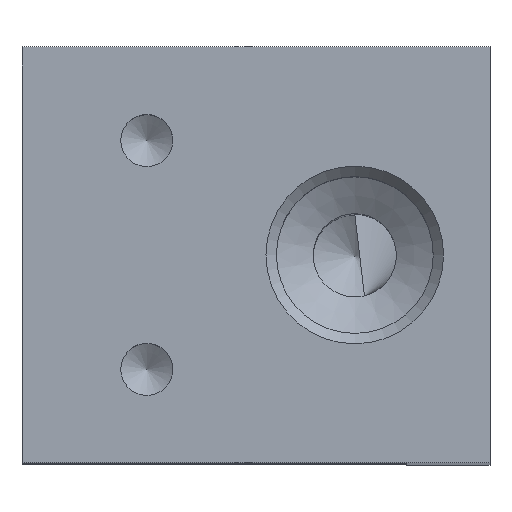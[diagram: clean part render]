
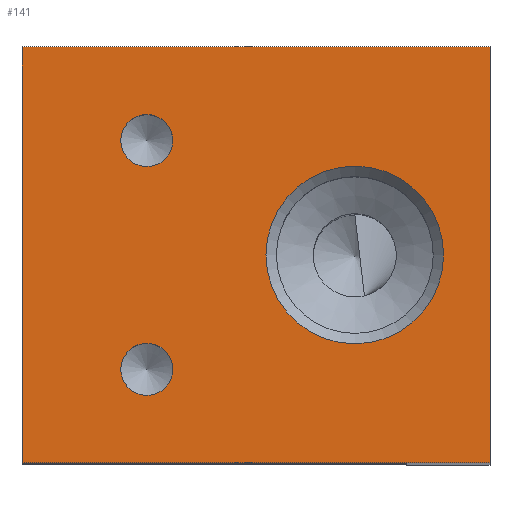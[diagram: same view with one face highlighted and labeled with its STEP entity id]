
A CAD part, top view. The second image highlights one B-rep face of the part: STEP entity #141.
In plain terms, the highlighted planar face has unit normal (0, 0, 1).
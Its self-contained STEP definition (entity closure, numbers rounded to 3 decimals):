
#141=ADVANCED_FACE('',(#443,#444,#445,#446),#222,.F.);
#222=PLANE('',#1371);
#253=LINE('',#1894,#339);
#275=LINE('',#1951,#361);
#295=LINE('',#2003,#381);
#304=LINE('',#2031,#390);
#339=VECTOR('',#1499,1.);
#361=VECTOR('',#1537,1.);
#381=VECTOR('',#1581,1.);
#390=VECTOR('',#1604,1.);
#443=FACE_BOUND('',#558,.T.);
#444=FACE_BOUND('',#559,.T.);
#445=FACE_BOUND('',#560,.T.);
#446=FACE_BOUND('',#561,.T.);
#558=EDGE_LOOP('',(#769));
#559=EDGE_LOOP('',(#770));
#560=EDGE_LOOP('',(#771));
#561=EDGE_LOOP('',(#772,#773,#774,#775));
#769=ORIENTED_EDGE('',*,*,#1192,.T.);
#770=ORIENTED_EDGE('',*,*,#1193,.T.);
#771=ORIENTED_EDGE('',*,*,#1194,.T.);
#772=ORIENTED_EDGE('',*,*,#1188,.F.);
#773=ORIENTED_EDGE('',*,*,#1173,.T.);
#774=ORIENTED_EDGE('',*,*,#1118,.T.);
#775=ORIENTED_EDGE('',*,*,#1146,.F.);
#991=VERTEX_POINT('',#1893);
#992=VERTEX_POINT('',#1895);
#1018=VERTEX_POINT('',#1950);
#1039=VERTEX_POINT('',#2004);
#1052=VERTEX_POINT('',#2039);
#1053=VERTEX_POINT('',#2041);
#1054=VERTEX_POINT('',#2043);
#1118=EDGE_CURVE('',#992,#991,#253,.T.);
#1146=EDGE_CURVE('',#1018,#991,#275,.T.);
#1173=EDGE_CURVE('',#1039,#992,#295,.T.);
#1188=EDGE_CURVE('',#1039,#1018,#304,.T.);
#1192=EDGE_CURVE('',#1052,#1052,#1291,.T.);
#1193=EDGE_CURVE('',#1053,#1053,#1292,.T.);
#1194=EDGE_CURVE('',#1054,#1054,#1293,.T.);
#1291=CIRCLE('',#1368,8.541);
#1292=CIRCLE('',#1369,2.5);
#1293=CIRCLE('',#1370,2.5);
#1368=AXIS2_PLACEMENT_3D('',#2038,#1613,#1614);
#1369=AXIS2_PLACEMENT_3D('',#2040,#1615,#1616);
#1370=AXIS2_PLACEMENT_3D('',#2042,#1617,#1618);
#1371=AXIS2_PLACEMENT_3D('',#2044,#1619,#1620);
#1499=DIRECTION('',(0.,-1.,0.));
#1537=DIRECTION('',(-1.,0.,0.));
#1581=DIRECTION('',(-1.,0.,0.));
#1604=DIRECTION('',(0.,-1.,0.));
#1613=DIRECTION('',(0.,0.,-1.));
#1614=DIRECTION('',(0.,1.,0.));
#1615=DIRECTION('',(0.,0.,-1.));
#1616=DIRECTION('',(0.,1.,0.));
#1617=DIRECTION('',(0.,0.,-1.));
#1618=DIRECTION('',(0.,1.,0.));
#1619=DIRECTION('',(0.,0.,-1.));
#1620=DIRECTION('',(0.,1.,0.));
#1893=CARTESIAN_POINT('',(-45.,-20.,57.5));
#1894=CARTESIAN_POINT('',(-45.,-20.,57.5));
#1895=CARTESIAN_POINT('',(-45.,20.,57.5));
#1950=CARTESIAN_POINT('',(0.,-20.,57.5));
#1951=CARTESIAN_POINT('',(-45.,-20.,57.5));
#2003=CARTESIAN_POINT('',(-45.,20.,57.5));
#2004=CARTESIAN_POINT('',(0.,20.,57.5));
#2031=CARTESIAN_POINT('',(0.,-20.,57.5));
#2038=CARTESIAN_POINT('',(-13.,0.,57.5));
#2039=CARTESIAN_POINT('',(-13.,8.541,57.5));
#2040=CARTESIAN_POINT('',(-33.,11.,57.5));
#2041=CARTESIAN_POINT('',(-33.,13.5,57.5));
#2042=CARTESIAN_POINT('',(-33.,-11.,57.5));
#2043=CARTESIAN_POINT('',(-33.,-8.5,57.5));
#2044=CARTESIAN_POINT('',(-45.,-20.,57.5));
